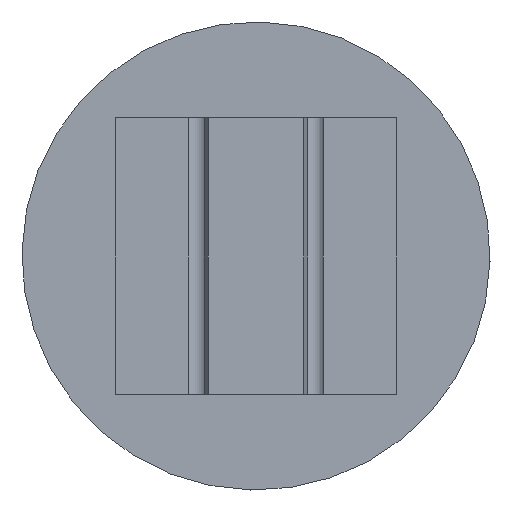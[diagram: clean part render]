
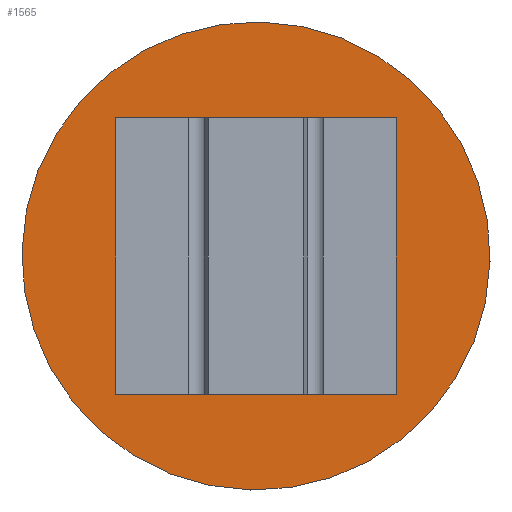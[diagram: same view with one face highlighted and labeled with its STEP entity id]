
A CAD part, front view. The second image highlights one B-rep face of the part: STEP entity #1565.
In plain terms, the highlighted face is planar.
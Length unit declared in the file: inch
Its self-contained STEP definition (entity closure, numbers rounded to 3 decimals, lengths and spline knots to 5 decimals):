
#301=PLANE('',#1689);
#406=FACE_BOUND('',#559,.T.);
#442=FACE_OUTER_BOUND('',#558,.T.);
#558=EDGE_LOOP('',(#1200));
#559=EDGE_LOOP('',(#1201));
#654=CIRCLE('',#1680,0.1475);
#659=CIRCLE('',#1688,0.3175);
#758=VERTEX_POINT('',#2506);
#763=VERTEX_POINT('',#2549);
#916=EDGE_CURVE('',#758,#758,#654,.T.);
#922=EDGE_CURVE('',#763,#763,#659,.T.);
#1200=ORIENTED_EDGE('',*,*,#922,.T.);
#1201=ORIENTED_EDGE('',*,*,#916,.T.);
#1565=ADVANCED_FACE('',(#442,#406),#301,.F.);
#1680=AXIS2_PLACEMENT_3D('',#2507,#1936,#1937);
#1688=AXIS2_PLACEMENT_3D('',#2550,#1952,#1953);
#1689=AXIS2_PLACEMENT_3D('',#2551,#1954,#1955);
#1936=DIRECTION('center_axis',(0.,0.,1.));
#1937=DIRECTION('ref_axis',(-1.,0.,0.));
#1952=DIRECTION('center_axis',(0.,0.,-1.));
#1953=DIRECTION('ref_axis',(-1.,0.,0.));
#1954=DIRECTION('center_axis',(0.,0.,1.));
#1955=DIRECTION('ref_axis',(1.,0.,0.));
#2506=CARTESIAN_POINT('',(0.1475,0.,-0.08));
#2507=CARTESIAN_POINT('Origin',(0.,0.,-0.08));
#2549=CARTESIAN_POINT('',(0.3175,0.,-0.08));
#2550=CARTESIAN_POINT('Origin',(0.,0.,-0.08));
#2551=CARTESIAN_POINT('Origin',(0.,0.,
-0.08));
